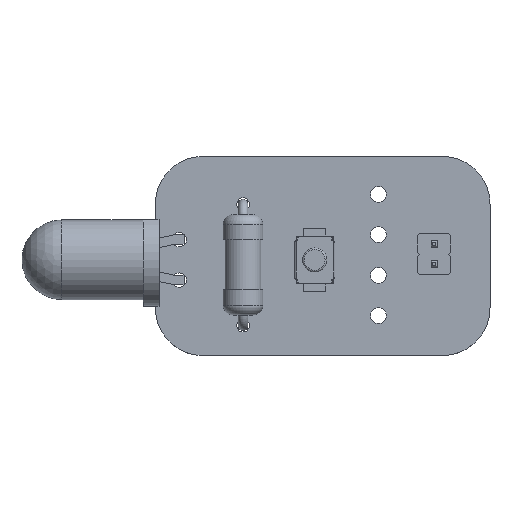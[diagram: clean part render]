
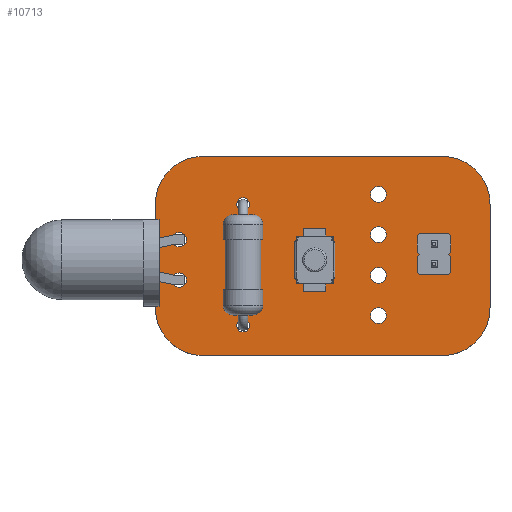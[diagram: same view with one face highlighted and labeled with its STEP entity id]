
A CAD part, top view. The second image highlights one B-rep face of the part: STEP entity #10713.
In plain terms, the highlighted planar face has unit normal (0, 0, 1).
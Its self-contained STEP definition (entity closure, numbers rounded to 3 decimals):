
#10454 = VERTEX_POINT('',#10455);
#10455 = CARTESIAN_POINT('',(149.5,-83.5,1.6));
#10461 = EDGE_CURVE('',#10454,#10462,#10464,.T.);
#10462 = VERTEX_POINT('',#10463);
#10463 = CARTESIAN_POINT('',(152.5,-86.5,1.6));
#10464 = CIRCLE('',#10465,3.);
#10465 = AXIS2_PLACEMENT_3D('',#10466,#10467,#10468);
#10466 = CARTESIAN_POINT('',(149.5,-86.5,1.6));
#10467 = DIRECTION('',(0.,0.,-1.));
#10468 = DIRECTION('',(0.,1.,0.));
#10496 = VERTEX_POINT('',#10497);
#10497 = CARTESIAN_POINT('',(134.5,-83.5,1.6));
#10503 = EDGE_CURVE('',#10496,#10454,#10504,.T.);
#10504 = LINE('',#10505,#10506);
#10505 = CARTESIAN_POINT('',(134.5,-83.5,1.6));
#10506 = VECTOR('',#10507,1.);
#10507 = DIRECTION('',(1.,0.,0.));
#10525 = EDGE_CURVE('',#10462,#10526,#10528,.T.);
#10526 = VERTEX_POINT('',#10527);
#10527 = CARTESIAN_POINT('',(152.5,-93.,1.6));
#10528 = LINE('',#10529,#10530);
#10529 = CARTESIAN_POINT('',(152.5,-86.5,1.6));
#10530 = VECTOR('',#10531,1.);
#10531 = DIRECTION('',(0.,-1.,0.));
#10713 = ADVANCED_FACE('',(#10714,#10760,#10771,#10782,#10793,#10804,
    #10815,#10826,#10837,#10848,#10859),#10870,.T.);
#10714 = FACE_BOUND('',#10715,.T.);
#10715 = EDGE_LOOP('',(#10716,#10717,#10718,#10727,#10735,#10744,#10752,
    #10759));
#10716 = ORIENTED_EDGE('',*,*,#10461,.F.);
#10717 = ORIENTED_EDGE('',*,*,#10503,.F.);
#10718 = ORIENTED_EDGE('',*,*,#10719,.F.);
#10719 = EDGE_CURVE('',#10720,#10496,#10722,.T.);
#10720 = VERTEX_POINT('',#10721);
#10721 = CARTESIAN_POINT('',(131.5,-86.5,1.6));
#10722 = CIRCLE('',#10723,3.);
#10723 = AXIS2_PLACEMENT_3D('',#10724,#10725,#10726);
#10724 = CARTESIAN_POINT('',(134.5,-86.5,1.6));
#10725 = DIRECTION('',(0.,0.,-1.));
#10726 = DIRECTION('',(-1.,0.,0.));
#10727 = ORIENTED_EDGE('',*,*,#10728,.F.);
#10728 = EDGE_CURVE('',#10729,#10720,#10731,.T.);
#10729 = VERTEX_POINT('',#10730);
#10730 = CARTESIAN_POINT('',(131.5,-93.,1.6));
#10731 = LINE('',#10732,#10733);
#10732 = CARTESIAN_POINT('',(131.5,-93.,1.6));
#10733 = VECTOR('',#10734,1.);
#10734 = DIRECTION('',(0.,1.,0.));
#10735 = ORIENTED_EDGE('',*,*,#10736,.F.);
#10736 = EDGE_CURVE('',#10737,#10729,#10739,.T.);
#10737 = VERTEX_POINT('',#10738);
#10738 = CARTESIAN_POINT('',(134.5,-96.,1.6));
#10739 = CIRCLE('',#10740,3.);
#10740 = AXIS2_PLACEMENT_3D('',#10741,#10742,#10743);
#10741 = CARTESIAN_POINT('',(134.5,-93.,1.6));
#10742 = DIRECTION('',(0.,0.,-1.));
#10743 = DIRECTION('',(0.,-1.,-0.));
#10744 = ORIENTED_EDGE('',*,*,#10745,.F.);
#10745 = EDGE_CURVE('',#10746,#10737,#10748,.T.);
#10746 = VERTEX_POINT('',#10747);
#10747 = CARTESIAN_POINT('',(149.5,-96.,1.6));
#10748 = LINE('',#10749,#10750);
#10749 = CARTESIAN_POINT('',(149.5,-96.,1.6));
#10750 = VECTOR('',#10751,1.);
#10751 = DIRECTION('',(-1.,0.,0.));
#10752 = ORIENTED_EDGE('',*,*,#10753,.F.);
#10753 = EDGE_CURVE('',#10526,#10746,#10754,.T.);
#10754 = CIRCLE('',#10755,3.);
#10755 = AXIS2_PLACEMENT_3D('',#10756,#10757,#10758);
#10756 = CARTESIAN_POINT('',(149.5,-93.,1.6));
#10757 = DIRECTION('',(0.,0.,-1.));
#10758 = DIRECTION('',(1.,0.,0.));
#10759 = ORIENTED_EDGE('',*,*,#10525,.F.);
#10760 = FACE_BOUND('',#10761,.T.);
#10761 = EDGE_LOOP('',(#10762));
#10762 = ORIENTED_EDGE('',*,*,#10763,.T.);
#10763 = EDGE_CURVE('',#10764,#10764,#10766,.T.);
#10764 = VERTEX_POINT('',#10765);
#10765 = CARTESIAN_POINT('',(137.,-94.52,1.6));
#10766 = CIRCLE('',#10767,0.4);
#10767 = AXIS2_PLACEMENT_3D('',#10768,#10769,#10770);
#10768 = CARTESIAN_POINT('',(137.,-94.12,1.6));
#10769 = DIRECTION('',(-0.,0.,-1.));
#10770 = DIRECTION('',(-0.,-1.,0.));
#10771 = FACE_BOUND('',#10772,.T.);
#10772 = EDGE_LOOP('',(#10773));
#10773 = ORIENTED_EDGE('',*,*,#10774,.T.);
#10774 = EDGE_CURVE('',#10775,#10775,#10777,.T.);
#10775 = VERTEX_POINT('',#10776);
#10776 = CARTESIAN_POINT('',(133.,-91.715,1.6));
#10777 = CIRCLE('',#10778,0.45);
#10778 = AXIS2_PLACEMENT_3D('',#10779,#10780,#10781);
#10779 = CARTESIAN_POINT('',(133.,-91.265,1.6));
#10780 = DIRECTION('',(-0.,0.,-1.));
#10781 = DIRECTION('',(-0.,-1.,0.));
#10782 = FACE_BOUND('',#10783,.T.);
#10783 = EDGE_LOOP('',(#10784));
#10784 = ORIENTED_EDGE('',*,*,#10785,.T.);
#10785 = EDGE_CURVE('',#10786,#10786,#10788,.T.);
#10786 = VERTEX_POINT('',#10787);
#10787 = CARTESIAN_POINT('',(145.5,-94.,1.6));
#10788 = CIRCLE('',#10789,0.5);
#10789 = AXIS2_PLACEMENT_3D('',#10790,#10791,#10792);
#10790 = CARTESIAN_POINT('',(145.5,-93.5,1.6));
#10791 = DIRECTION('',(-0.,0.,-1.));
#10792 = DIRECTION('',(-0.,-1.,0.));
#10793 = FACE_BOUND('',#10794,.T.);
#10794 = EDGE_LOOP('',(#10795));
#10795 = ORIENTED_EDGE('',*,*,#10796,.T.);
#10796 = EDGE_CURVE('',#10797,#10797,#10799,.T.);
#10797 = VERTEX_POINT('',#10798);
#10798 = CARTESIAN_POINT('',(145.5,-91.46,1.6));
#10799 = CIRCLE('',#10800,0.5);
#10800 = AXIS2_PLACEMENT_3D('',#10801,#10802,#10803);
#10801 = CARTESIAN_POINT('',(145.5,-90.96,1.6));
#10802 = DIRECTION('',(-0.,0.,-1.));
#10803 = DIRECTION('',(-0.,-1.,0.));
#10804 = FACE_BOUND('',#10805,.T.);
#10805 = EDGE_LOOP('',(#10806));
#10806 = ORIENTED_EDGE('',*,*,#10807,.T.);
#10807 = EDGE_CURVE('',#10808,#10808,#10810,.T.);
#10808 = VERTEX_POINT('',#10809);
#10809 = CARTESIAN_POINT('',(149.,-90.595,1.6));
#10810 = CIRCLE('',#10811,0.325);
#10811 = AXIS2_PLACEMENT_3D('',#10812,#10813,#10814);
#10812 = CARTESIAN_POINT('',(149.,-90.27,1.6));
#10813 = DIRECTION('',(-0.,0.,-1.));
#10814 = DIRECTION('',(-0.,-1.,0.));
#10815 = FACE_BOUND('',#10816,.T.);
#10816 = EDGE_LOOP('',(#10817));
#10817 = ORIENTED_EDGE('',*,*,#10818,.T.);
#10818 = EDGE_CURVE('',#10819,#10819,#10821,.T.);
#10819 = VERTEX_POINT('',#10820);
#10820 = CARTESIAN_POINT('',(133.,-89.175,1.6));
#10821 = CIRCLE('',#10822,0.45);
#10822 = AXIS2_PLACEMENT_3D('',#10823,#10824,#10825);
#10823 = CARTESIAN_POINT('',(133.,-88.725,1.6));
#10824 = DIRECTION('',(-0.,0.,-1.));
#10825 = DIRECTION('',(-0.,-1.,0.));
#10826 = FACE_BOUND('',#10827,.T.);
#10827 = EDGE_LOOP('',(#10828));
#10828 = ORIENTED_EDGE('',*,*,#10829,.T.);
#10829 = EDGE_CURVE('',#10830,#10830,#10832,.T.);
#10830 = VERTEX_POINT('',#10831);
#10831 = CARTESIAN_POINT('',(137.,-86.9,1.6));
#10832 = CIRCLE('',#10833,0.4);
#10833 = AXIS2_PLACEMENT_3D('',#10834,#10835,#10836);
#10834 = CARTESIAN_POINT('',(137.,-86.5,1.6));
#10835 = DIRECTION('',(-0.,0.,-1.));
#10836 = DIRECTION('',(-0.,-1.,0.));
#10837 = FACE_BOUND('',#10838,.T.);
#10838 = EDGE_LOOP('',(#10839));
#10839 = ORIENTED_EDGE('',*,*,#10840,.T.);
#10840 = EDGE_CURVE('',#10841,#10841,#10843,.T.);
#10841 = VERTEX_POINT('',#10842);
#10842 = CARTESIAN_POINT('',(149.,-89.325,1.6));
#10843 = CIRCLE('',#10844,0.325);
#10844 = AXIS2_PLACEMENT_3D('',#10845,#10846,#10847);
#10845 = CARTESIAN_POINT('',(149.,-89.,1.6));
#10846 = DIRECTION('',(-0.,0.,-1.));
#10847 = DIRECTION('',(-0.,-1.,0.));
#10848 = FACE_BOUND('',#10849,.T.);
#10849 = EDGE_LOOP('',(#10850));
#10850 = ORIENTED_EDGE('',*,*,#10851,.T.);
#10851 = EDGE_CURVE('',#10852,#10852,#10854,.T.);
#10852 = VERTEX_POINT('',#10853);
#10853 = CARTESIAN_POINT('',(145.5,-88.92,1.6));
#10854 = CIRCLE('',#10855,0.5);
#10855 = AXIS2_PLACEMENT_3D('',#10856,#10857,#10858);
#10856 = CARTESIAN_POINT('',(145.5,-88.42,1.6));
#10857 = DIRECTION('',(-0.,0.,-1.));
#10858 = DIRECTION('',(-0.,-1.,0.));
#10859 = FACE_BOUND('',#10860,.T.);
#10860 = EDGE_LOOP('',(#10861));
#10861 = ORIENTED_EDGE('',*,*,#10862,.T.);
#10862 = EDGE_CURVE('',#10863,#10863,#10865,.T.);
#10863 = VERTEX_POINT('',#10864);
#10864 = CARTESIAN_POINT('',(145.5,-86.38,1.6));
#10865 = CIRCLE('',#10866,0.5);
#10866 = AXIS2_PLACEMENT_3D('',#10867,#10868,#10869);
#10867 = CARTESIAN_POINT('',(145.5,-85.88,1.6));
#10868 = DIRECTION('',(-0.,0.,-1.));
#10869 = DIRECTION('',(-0.,-1.,0.));
#10870 = PLANE('',#10871);
#10871 = AXIS2_PLACEMENT_3D('',#10872,#10873,#10874);
#10872 = CARTESIAN_POINT('',(0.,0.,1.6));
#10873 = DIRECTION('',(0.,0.,1.));
#10874 = DIRECTION('',(1.,0.,-0.));
